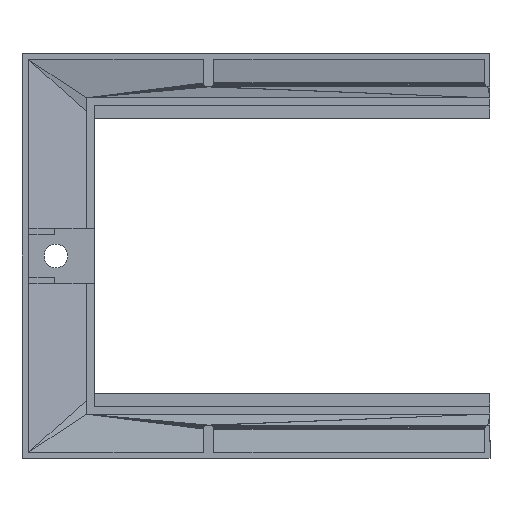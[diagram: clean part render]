
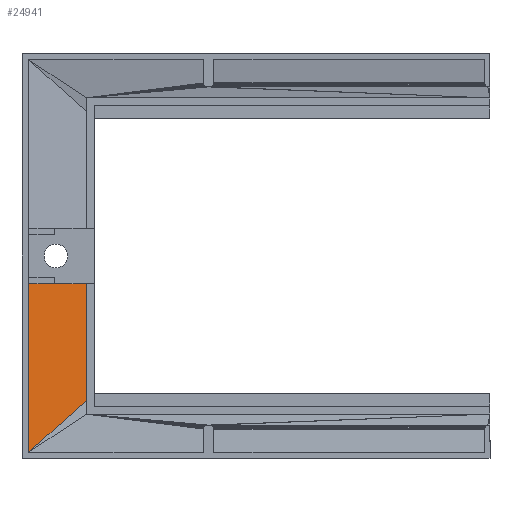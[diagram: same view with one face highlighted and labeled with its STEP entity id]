
A CAD part, front view. The second image highlights one B-rep face of the part: STEP entity #24941.
In plain terms, the highlighted face is planar.
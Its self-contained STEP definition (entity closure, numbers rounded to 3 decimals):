
#16136 = VERTEX_POINT('',#16137);
#16137 = CARTESIAN_POINT('',(-115.82,2.846,-49.25));
#16144 = VERTEX_POINT('',#16145);
#16145 = CARTESIAN_POINT('',(-101.3,5.001,
    -36.286));
#16151 = EDGE_CURVE('',#16144,#16136,#16152,.T.);
#16152 = LINE('',#16153,#16154);
#16153 = CARTESIAN_POINT('',(-101.3,5.001,
    -36.286));
#16154 = VECTOR('',#16155,1.);
#16155 = DIRECTION('',(-0.741,-0.11,-0.662)
  );
#16165 = EDGE_CURVE('',#16166,#16144,#16168,.T.);
#16166 = VERTEX_POINT('',#16167);
#16167 = CARTESIAN_POINT('',(-101.3,5.001,-7.));
#16168 = LINE('',#16169,#16170);
#16169 = CARTESIAN_POINT('',(-101.3,5.001,-7.));
#16170 = VECTOR('',#16171,1.);
#16171 = DIRECTION('',(0.,0.,-1.));
#16244 = EDGE_CURVE('',#16245,#16166,#16247,.T.);
#16245 = VERTEX_POINT('',#16246);
#16246 = CARTESIAN_POINT('',(-115.82,2.846,-7.));
#16247 = LINE('',#16248,#16249);
#16248 = CARTESIAN_POINT('',(-115.82,2.846,-7.));
#16249 = VECTOR('',#16250,1.);
#16250 = DIRECTION('',(0.989,0.147,0.));
#16314 = EDGE_CURVE('',#16245,#16136,#16315,.T.);
#16315 = LINE('',#16316,#16317);
#16316 = CARTESIAN_POINT('',(-115.82,2.846,-7.));
#16317 = VECTOR('',#16318,1.);
#16318 = DIRECTION('',(0.,0.,-1.));
#24941 = ADVANCED_FACE('',(#24942),#24948,.F.);
#24942 = FACE_BOUND('',#24943,.F.);
#24943 = EDGE_LOOP('',(#24944,#24945,#24946,#24947));
#24944 = ORIENTED_EDGE('',*,*,#16165,.F.);
#24945 = ORIENTED_EDGE('',*,*,#16244,.F.);
#24946 = ORIENTED_EDGE('',*,*,#16314,.T.);
#24947 = ORIENTED_EDGE('',*,*,#16151,.F.);
#24948 = PLANE('',#24949);
#24949 = AXIS2_PLACEMENT_3D('',#24950,#24951,#24952);
#24950 = CARTESIAN_POINT('',(-109.45,3.792,
    -26.11));
#24951 = DIRECTION('',(0.147,-0.989,0.
    ));
#24952 = DIRECTION('',(-0.989,-0.147,0.));
